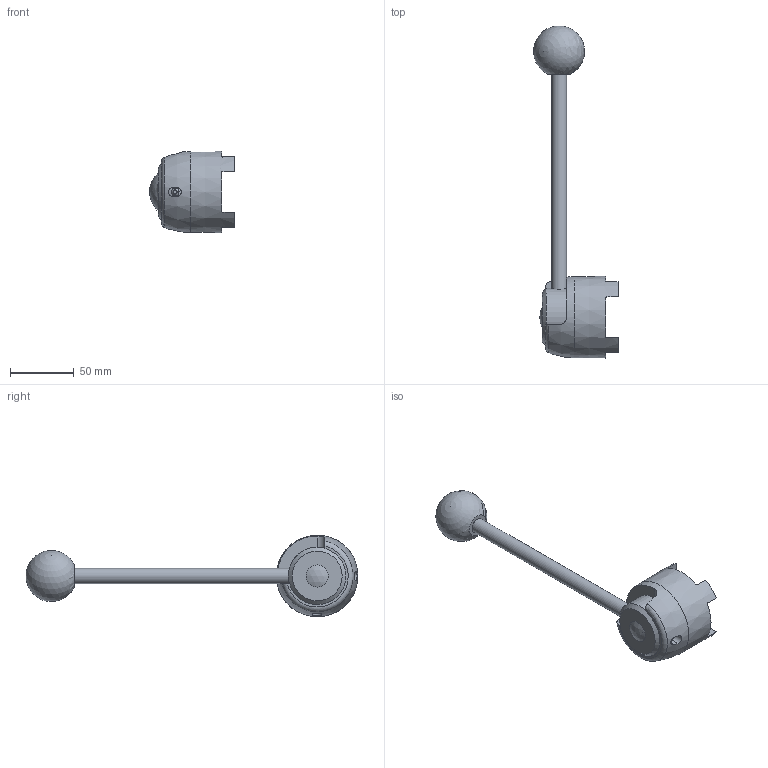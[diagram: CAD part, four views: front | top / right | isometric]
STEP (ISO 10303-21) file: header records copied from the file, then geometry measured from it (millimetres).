
FILE_DESCRIPTION((''),'2;1');
FILE_NAME('56740125X150.stp','2010-10-27T08:52:15',('Creator'),(''),'Autodesk Inventor 2010','Autodesk Inventor 2010','');
FILE_SCHEMA(('AUTOMOTIVE_DESIGN { 1 0 10303 214 1 1 1 1 }'));
Length unit declared in the file: millimetre
Products named in the file (1): 56740125X150
Bounding box: 66.29 x 259.63 x 63.83 mm (x, y, z)
Surface area: 47164.8 mm2 (no closed solid volume)
Topology: 0 solids, 5 shells, 96 faces, 244 edges, 160 vertices
Faces by surface type: plane 45, cylinder 37, cone 10, sphere 2, bspline 1, torus 1
Full cylindrical faces by diameter (mm): 6.2 x1, 6.5 x1, 10.106 x1, 10.5 x1, 10.8 x1, 11.8 x1, 12 x2, 12.8 x3, 15.8 x1, 16 x1, 44.9 x1, 45 x1
Entity records: 3259 total; most frequent: CARTESIAN_POINT 1087, DIRECTION 424, ORIENTED_EDGE 418, EDGE_CURVE 209, AXIS2_PLACEMENT_3D 170, VERTEX_POINT 150, EDGE_LOOP 137, FACE_OUTER_BOUND 96
